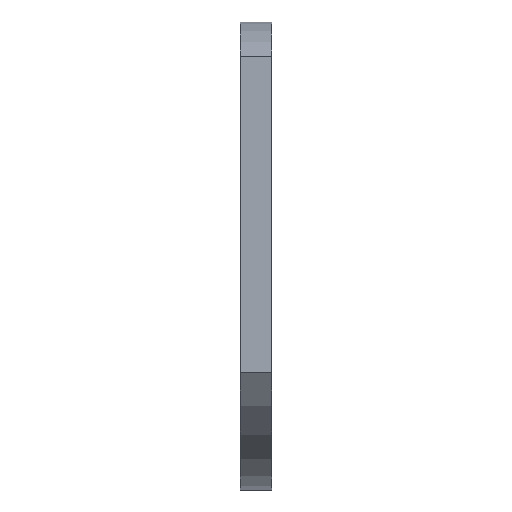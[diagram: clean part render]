
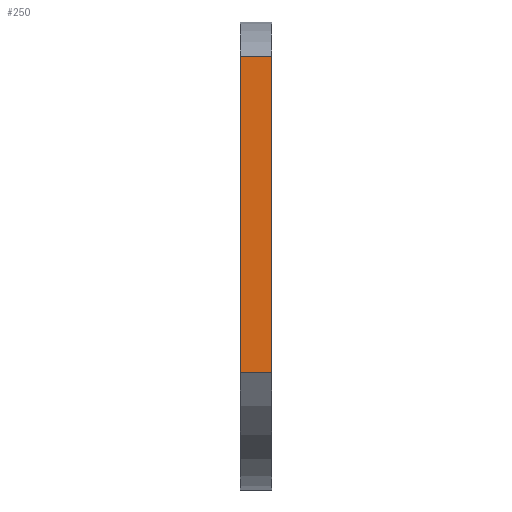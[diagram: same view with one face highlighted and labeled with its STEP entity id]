
A CAD part, left-side view. The second image highlights one B-rep face of the part: STEP entity #250.
In plain terms, the highlighted planar face has unit normal (-1, 0, 0).
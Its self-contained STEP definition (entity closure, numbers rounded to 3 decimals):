
#203 = VERTEX_POINT ( 'NONE', #1438 ) ;
#204 = AXIS2_PLACEMENT_3D ( 'NONE', #897, #307, #557 ) ;
#210 = CARTESIAN_POINT ( 'NONE',  ( 65., 0., 0. ) ) ;
#218 = FACE_OUTER_BOUND ( 'NONE', #1253, .T. ) ;
#228 = ORIENTED_EDGE ( 'NONE', *, *, #794, .T. ) ;
#250 = ADVANCED_FACE ( 'NONE', ( #218 ), #1133, .F. ) ;
#268 = LINE ( 'NONE', #1167, #1098 ) ;
#307 = DIRECTION ( 'NONE',  ( 1., 0., 0. ) ) ;
#321 = LINE ( 'NONE', #495, #1459 ) ;
#347 = CARTESIAN_POINT ( 'NONE',  ( 65., 2.5, -50.708 ) ) ;
#401 = ORIENTED_EDGE ( 'NONE', *, *, #578, .T. ) ;
#481 = DIRECTION ( 'NONE',  ( 0., 0., -1. ) ) ;
#495 = CARTESIAN_POINT ( 'NONE',  ( 65., 5., 0. ) ) ;
#503 = DIRECTION ( 'NONE',  ( 0., -1., 0. ) ) ;
#539 = LINE ( 'NONE', #347, #990 ) ;
#557 = DIRECTION ( 'NONE',  ( 0., 0., -1. ) ) ;
#578 = EDGE_CURVE ( 'NONE', #203, #1237, #939, .T. ) ;
#794 = EDGE_CURVE ( 'NONE', #1269, #1175, #268, .T. ) ;
#857 = EDGE_CURVE ( 'NONE', #1269, #1237, #321, .T. ) ;
#897 = CARTESIAN_POINT ( 'NONE',  ( 65., -5., -50.708 ) ) ;
#930 = DIRECTION ( 'NONE',  ( 0., 1., 0. ) ) ;
#939 = LINE ( 'NONE', #1474, #1189 ) ;
#990 = VECTOR ( 'NONE', #930, 1000. ) ;
#1035 = ORIENTED_EDGE ( 'NONE', *, *, #857, .F. ) ;
#1098 = VECTOR ( 'NONE', #481, 1000. ) ;
#1133 = PLANE ( 'NONE',  #204 ) ;
#1146 = ORIENTED_EDGE ( 'NONE', *, *, #1349, .F. ) ;
#1167 = CARTESIAN_POINT ( 'NONE',  ( 65., 5., -50.708 ) ) ;
#1175 = VERTEX_POINT ( 'NONE', #1366 ) ;
#1189 = VECTOR ( 'NONE', #1251, 1000. ) ;
#1237 = VERTEX_POINT ( 'NONE', #210 ) ;
#1239 = CARTESIAN_POINT ( 'NONE',  ( 65., 5., 0. ) ) ;
#1251 = DIRECTION ( 'NONE',  ( 0., 0., 1. ) ) ;
#1253 = EDGE_LOOP ( 'NONE', ( #228, #1146, #401, #1035 ) ) ;
#1269 = VERTEX_POINT ( 'NONE', #1239 ) ;
#1349 = EDGE_CURVE ( 'NONE', #203, #1175, #539, .T. ) ;
#1366 = CARTESIAN_POINT ( 'NONE',  ( 65., 5., -50.708 ) ) ;
#1438 = CARTESIAN_POINT ( 'NONE',  ( 65., 0., -50.708 ) ) ;
#1459 = VECTOR ( 'NONE', #503, 1000. ) ;
#1474 = CARTESIAN_POINT ( 'NONE',  ( 65., 0., 0. ) ) ;
